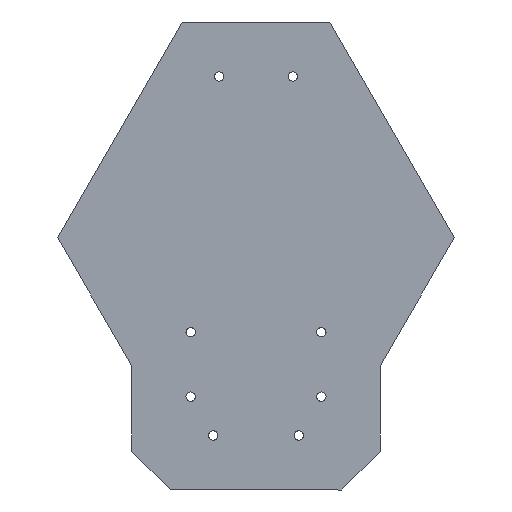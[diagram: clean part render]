
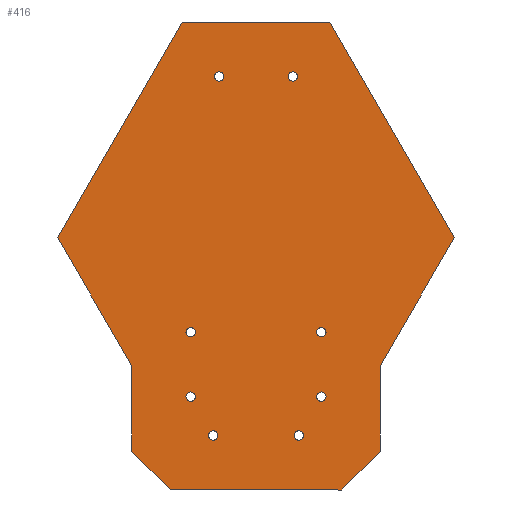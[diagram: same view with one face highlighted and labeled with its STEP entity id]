
A CAD part, front view. The second image highlights one B-rep face of the part: STEP entity #416.
In plain terms, the highlighted planar face has unit normal (0, -1, 0).
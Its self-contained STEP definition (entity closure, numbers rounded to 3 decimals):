
#23=FACE_BOUND('',#91,.T.);
#24=FACE_BOUND('',#92,.T.);
#25=FACE_BOUND('',#93,.T.);
#26=FACE_BOUND('',#94,.T.);
#27=FACE_BOUND('',#95,.T.);
#28=FACE_BOUND('',#96,.T.);
#29=FACE_BOUND('',#97,.T.);
#30=FACE_BOUND('',#98,.T.);
#42=PLANE('',#466);
#62=FACE_OUTER_BOUND('',#90,.T.);
#90=EDGE_LOOP('',(#371,#372,#373,#374,#375,#376,#377,#378,#379,#380));
#91=EDGE_LOOP('',(#381));
#92=EDGE_LOOP('',(#382));
#93=EDGE_LOOP('',(#383));
#94=EDGE_LOOP('',(#384));
#95=EDGE_LOOP('',(#385));
#96=EDGE_LOOP('',(#386));
#97=EDGE_LOOP('',(#387));
#98=EDGE_LOOP('',(#388));
#107=LINE('',#631,#145);
#111=LINE('',#639,#149);
#114=LINE('',#645,#152);
#117=LINE('',#651,#155);
#120=LINE('',#657,#158);
#123=LINE('',#663,#161);
#126=LINE('',#669,#164);
#129=LINE('',#675,#167);
#132=LINE('',#681,#170);
#135=LINE('',#686,#173);
#145=VECTOR('',#527,10.);
#149=VECTOR('',#533,10.);
#152=VECTOR('',#538,10.);
#155=VECTOR('',#543,10.);
#158=VECTOR('',#548,10.);
#161=VECTOR('',#553,10.);
#164=VECTOR('',#558,10.);
#167=VECTOR('',#563,10.);
#170=VECTOR('',#568,10.);
#173=VECTOR('',#573,10.);
#176=CIRCLE('',#433,3.);
#178=CIRCLE('',#436,3.);
#180=CIRCLE('',#439,3.);
#182=CIRCLE('',#442,3.);
#184=CIRCLE('',#445,3.);
#186=CIRCLE('',#448,3.);
#188=CIRCLE('',#451,3.);
#190=CIRCLE('',#454,3.);
#192=VERTEX_POINT('',#583);
#194=VERTEX_POINT('',#589);
#196=VERTEX_POINT('',#595);
#198=VERTEX_POINT('',#601);
#200=VERTEX_POINT('',#607);
#202=VERTEX_POINT('',#613);
#204=VERTEX_POINT('',#619);
#206=VERTEX_POINT('',#625);
#207=VERTEX_POINT('',#629);
#208=VERTEX_POINT('',#630);
#211=VERTEX_POINT('',#638);
#213=VERTEX_POINT('',#644);
#215=VERTEX_POINT('',#650);
#217=VERTEX_POINT('',#656);
#219=VERTEX_POINT('',#662);
#221=VERTEX_POINT('',#668);
#223=VERTEX_POINT('',#674);
#225=VERTEX_POINT('',#680);
#229=EDGE_CURVE('',#192,#192,#176,.T.);
#232=EDGE_CURVE('',#194,#194,#178,.T.);
#235=EDGE_CURVE('',#196,#196,#180,.T.);
#238=EDGE_CURVE('',#198,#198,#182,.T.);
#241=EDGE_CURVE('',#200,#200,#184,.T.);
#244=EDGE_CURVE('',#202,#202,#186,.T.);
#247=EDGE_CURVE('',#204,#204,#188,.T.);
#250=EDGE_CURVE('',#206,#206,#190,.T.);
#251=EDGE_CURVE('',#207,#208,#107,.T.);
#255=EDGE_CURVE('',#208,#211,#111,.T.);
#258=EDGE_CURVE('',#211,#213,#114,.T.);
#261=EDGE_CURVE('',#213,#215,#117,.T.);
#264=EDGE_CURVE('',#215,#217,#120,.T.);
#267=EDGE_CURVE('',#219,#217,#123,.T.);
#270=EDGE_CURVE('',#221,#219,#126,.T.);
#273=EDGE_CURVE('',#223,#221,#129,.T.);
#276=EDGE_CURVE('',#225,#223,#132,.T.);
#279=EDGE_CURVE('',#207,#225,#135,.T.);
#371=ORIENTED_EDGE('',*,*,#279,.F.);
#372=ORIENTED_EDGE('',*,*,#251,.T.);
#373=ORIENTED_EDGE('',*,*,#255,.T.);
#374=ORIENTED_EDGE('',*,*,#258,.T.);
#375=ORIENTED_EDGE('',*,*,#261,.T.);
#376=ORIENTED_EDGE('',*,*,#264,.T.);
#377=ORIENTED_EDGE('',*,*,#267,.F.);
#378=ORIENTED_EDGE('',*,*,#270,.F.);
#379=ORIENTED_EDGE('',*,*,#273,.F.);
#380=ORIENTED_EDGE('',*,*,#276,.F.);
#381=ORIENTED_EDGE('',*,*,#250,.F.);
#382=ORIENTED_EDGE('',*,*,#247,.F.);
#383=ORIENTED_EDGE('',*,*,#244,.F.);
#384=ORIENTED_EDGE('',*,*,#241,.F.);
#385=ORIENTED_EDGE('',*,*,#238,.F.);
#386=ORIENTED_EDGE('',*,*,#235,.F.);
#387=ORIENTED_EDGE('',*,*,#232,.F.);
#388=ORIENTED_EDGE('',*,*,#229,.F.);
#416=ADVANCED_FACE('',(#62,#23,#24,#25,#26,#27,#28,#29,#30),#42,.F.);
#433=AXIS2_PLACEMENT_3D('',#585,#474,#475);
#436=AXIS2_PLACEMENT_3D('',#591,#481,#482);
#439=AXIS2_PLACEMENT_3D('',#597,#488,#489);
#442=AXIS2_PLACEMENT_3D('',#603,#495,#496);
#445=AXIS2_PLACEMENT_3D('',#609,#502,#503);
#448=AXIS2_PLACEMENT_3D('',#615,#509,#510);
#451=AXIS2_PLACEMENT_3D('',#621,#516,#517);
#454=AXIS2_PLACEMENT_3D('',#627,#523,#524);
#466=AXIS2_PLACEMENT_3D('',#689,#577,#578);
#474=DIRECTION('center_axis',(0.,-1.,0.));
#475=DIRECTION('ref_axis',(1.,0.,0.));
#481=DIRECTION('center_axis',(0.,-1.,0.));
#482=DIRECTION('ref_axis',(1.,0.,0.));
#488=DIRECTION('center_axis',(0.,-1.,0.));
#489=DIRECTION('ref_axis',(1.,0.,0.));
#495=DIRECTION('center_axis',(0.,-1.,0.));
#496=DIRECTION('ref_axis',(1.,0.,0.));
#502=DIRECTION('center_axis',(0.,-1.,0.));
#503=DIRECTION('ref_axis',(1.,0.,0.));
#509=DIRECTION('center_axis',(0.,-1.,0.));
#510=DIRECTION('ref_axis',(1.,0.,0.));
#516=DIRECTION('center_axis',(0.,-1.,0.));
#517=DIRECTION('ref_axis',(1.,0.,0.));
#523=DIRECTION('center_axis',(0.,-1.,0.));
#524=DIRECTION('ref_axis',(1.,0.,0.));
#527=DIRECTION('',(0.,0.,-1.));
#533=DIRECTION('',(0.707,0.,-0.707));
#538=DIRECTION('',(1.,0.,0.));
#543=DIRECTION('',(0.707,0.,0.707));
#548=DIRECTION('',(0.,0.,1.));
#553=DIRECTION('',(-0.5,0.,-0.866));
#558=DIRECTION('',(0.5,0.,-0.866));
#563=DIRECTION('',(1.,0.,0.));
#568=DIRECTION('',(0.5,0.,0.866));
#573=DIRECTION('',(-0.5,0.,0.866));
#577=DIRECTION('center_axis',(0.,1.,0.));
#578=DIRECTION('ref_axis',(1.,0.,0.));
#583=CARTESIAN_POINT('',(68.25,0.,-30.334));
#585=CARTESIAN_POINT('Origin',(71.25,0.,-30.334));
#589=CARTESIAN_POINT('',(20.75,0.,-30.334));
#591=CARTESIAN_POINT('Origin',(23.75,0.,-30.334));
#595=CARTESIAN_POINT('',(86.5,0.,-194.671));
#597=CARTESIAN_POINT('Origin',(89.5,0.,-194.671));
#601=CARTESIAN_POINT('',(86.5,0.,-236.171));
#603=CARTESIAN_POINT('Origin',(89.5,0.,-236.171));
#607=CARTESIAN_POINT('',(2.5,0.,-194.671));
#609=CARTESIAN_POINT('Origin',(5.5,0.,-194.671));
#613=CARTESIAN_POINT('',(2.5,0.,-236.171));
#615=CARTESIAN_POINT('Origin',(5.5,0.,-236.171));
#619=CARTESIAN_POINT('',(17.,0.,-261.171));
#621=CARTESIAN_POINT('Origin',(20.,0.,-261.171));
#625=CARTESIAN_POINT('',(72.,0.,-261.171));
#627=CARTESIAN_POINT('Origin',(75.,0.,-261.171));
#629=CARTESIAN_POINT('',(-32.5,0.,-216.171));
#630=CARTESIAN_POINT('',(-32.5,0.,-271.171));
#631=CARTESIAN_POINT('',(-32.5,0.,-216.171));
#638=CARTESIAN_POINT('',(-7.5,0.,-296.171));
#639=CARTESIAN_POINT('',(-32.5,0.,-271.171));
#644=CARTESIAN_POINT('',(102.5,0.,-296.171));
#645=CARTESIAN_POINT('',(-7.5,0.,-296.171));
#650=CARTESIAN_POINT('',(127.5,0.,-271.171));
#651=CARTESIAN_POINT('',(102.5,0.,-296.171));
#656=CARTESIAN_POINT('',(127.5,0.,-216.171));
#657=CARTESIAN_POINT('',(127.5,0.,-271.171));
#662=CARTESIAN_POINT('',(175.,0.,-133.898));
#663=CARTESIAN_POINT('',(175.,0.,-133.898));
#668=CARTESIAN_POINT('',(95.,0.,4.666));
#669=CARTESIAN_POINT('',(95.,0.,4.666));
#674=CARTESIAN_POINT('',(0.,0.,4.666));
#675=CARTESIAN_POINT('',(0.,0.,4.666));
#680=CARTESIAN_POINT('',(-80.,0.,-133.898));
#681=CARTESIAN_POINT('',(-80.,0.,-133.898));
#686=CARTESIAN_POINT('',(-32.5,0.,-216.171));
#689=CARTESIAN_POINT('Origin',(47.5,0.,-145.753));
